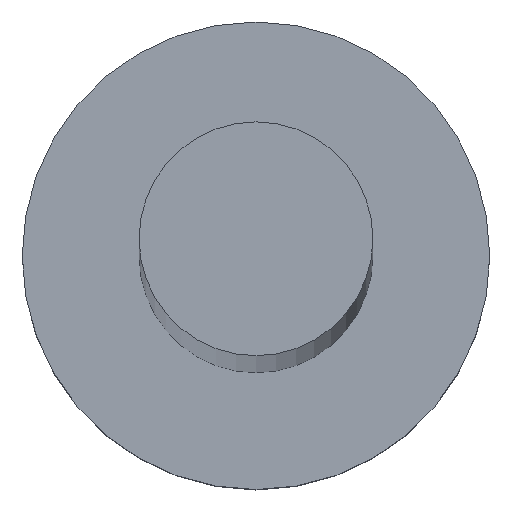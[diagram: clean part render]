
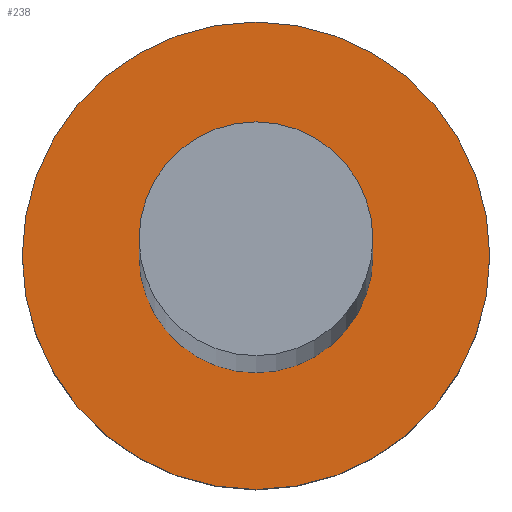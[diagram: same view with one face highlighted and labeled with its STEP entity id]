
A CAD part, top view. The second image highlights one B-rep face of the part: STEP entity #238.
In plain terms, the highlighted planar face has unit normal (0, 0, 1).
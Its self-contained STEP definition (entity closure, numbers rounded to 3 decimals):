
#5 = CARTESIAN_POINT ( 'NONE',  ( 0., 0., 3. ) ) ;
#16 = DIRECTION ( 'NONE',  ( 0., 0., 1. ) ) ;
#22 = DIRECTION ( 'NONE',  ( 1., 0., 0. ) ) ;
#33 = CIRCLE ( 'NONE', #176, 3. ) ;
#41 = DIRECTION ( 'NONE',  ( 0., 0., 1. ) ) ;
#42 = DIRECTION ( 'NONE',  ( 1., 0., 0. ) ) ;
#49 = AXIS2_PLACEMENT_3D ( 'NONE', #193, #16, #22 ) ;
#60 = EDGE_CURVE ( 'NONE', #196, #76, #33, .T. ) ;
#73 = ORIENTED_EDGE ( 'NONE', *, *, #235, .F. ) ;
#76 = VERTEX_POINT ( 'NONE', #205 ) ;
#80 = DIRECTION ( 'NONE',  ( 0., 0., 1. ) ) ;
#82 = CARTESIAN_POINT ( 'NONE',  ( -3., 0., 3. ) ) ;
#97 = EDGE_LOOP ( 'NONE', ( #153, #237 ) ) ;
#98 = EDGE_LOOP ( 'NONE', ( #190, #73 ) ) ;
#99 = CARTESIAN_POINT ( 'NONE',  ( 0., 0., 3. ) ) ;
#119 = PLANE ( 'NONE',  #120 ) ;
#120 = AXIS2_PLACEMENT_3D ( 'NONE', #180, #224, #42 ) ;
#127 = CIRCLE ( 'NONE', #49, 1.5 ) ;
#133 = EDGE_CURVE ( 'NONE', #156, #252, #127, .T. ) ;
#141 = DIRECTION ( 'NONE',  ( 1., 0., 0. ) ) ;
#148 = CARTESIAN_POINT ( 'NONE',  ( 1.5, 0., 3. ) ) ;
#153 = ORIENTED_EDGE ( 'NONE', *, *, #60, .T. ) ;
#156 = VERTEX_POINT ( 'NONE', #189 ) ;
#158 = DIRECTION ( 'NONE',  ( 0., 0., 1. ) ) ;
#162 = DIRECTION ( 'NONE',  ( 1., 0., 0. ) ) ;
#168 = CARTESIAN_POINT ( 'NONE',  ( 0., 0., 3. ) ) ;
#175 = AXIS2_PLACEMENT_3D ( 'NONE', #99, #158, #141 ) ;
#176 = AXIS2_PLACEMENT_3D ( 'NONE', #168, #41, #246 ) ;
#178 = CIRCLE ( 'NONE', #195, 3. ) ;
#180 = CARTESIAN_POINT ( 'NONE',  ( 0., 0., 3. ) ) ;
#189 = CARTESIAN_POINT ( 'NONE',  ( -1.5, 0., 3. ) ) ;
#190 = ORIENTED_EDGE ( 'NONE', *, *, #133, .F. ) ;
#193 = CARTESIAN_POINT ( 'NONE',  ( 0., 0., 3. ) ) ;
#195 = AXIS2_PLACEMENT_3D ( 'NONE', #5, #80, #162 ) ;
#196 = VERTEX_POINT ( 'NONE', #82 ) ;
#201 = CIRCLE ( 'NONE', #175, 1.5 ) ;
#205 = CARTESIAN_POINT ( 'NONE',  ( 3., 0., 3. ) ) ;
#217 = EDGE_CURVE ( 'NONE', #76, #196, #178, .T. ) ;
#222 = FACE_BOUND ( 'NONE', #98, .T. ) ;
#224 = DIRECTION ( 'NONE',  ( 0., 0., 1. ) ) ;
#235 = EDGE_CURVE ( 'NONE', #252, #156, #201, .T. ) ;
#237 = ORIENTED_EDGE ( 'NONE', *, *, #217, .T. ) ;
#238 = ADVANCED_FACE ( 'NONE', ( #222, #239 ), #119, .T. ) ;
#239 = FACE_OUTER_BOUND ( 'NONE', #97, .T. ) ;
#246 = DIRECTION ( 'NONE',  ( 1., 0., 0. ) ) ;
#252 = VERTEX_POINT ( 'NONE', #148 ) ;
